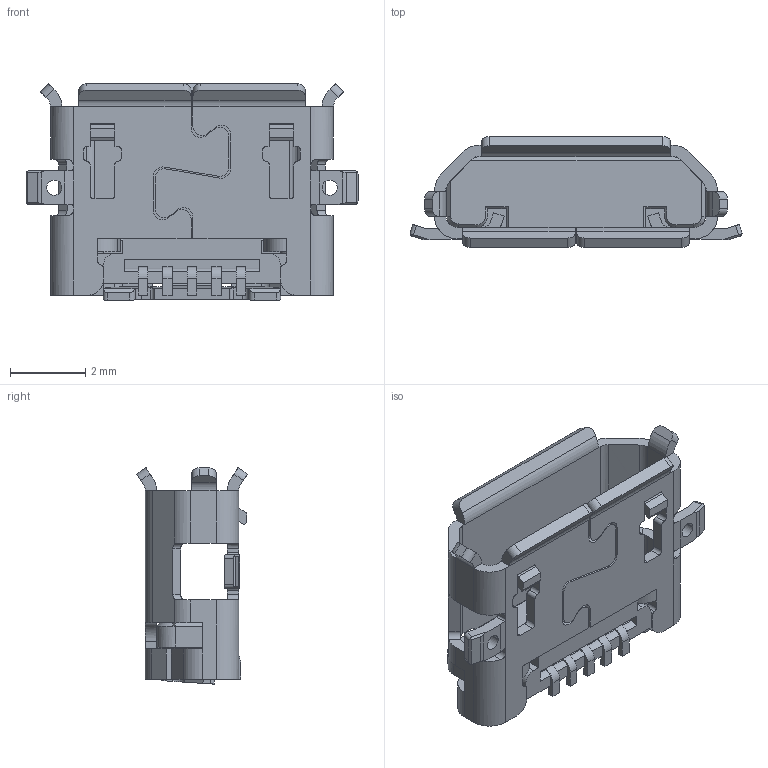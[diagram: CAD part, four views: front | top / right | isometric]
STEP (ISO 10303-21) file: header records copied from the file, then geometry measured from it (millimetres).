
FILE_DESCRIPTION (( 'STEP AP203' ), '1' );
FILE_NAME ('ZX62R-B-5P(30).STEP', '2021-03-26T11:19:02', ( '' ), ( '' ), 'SwSTEP 2.0', 'SolidWorks 2018', '' );
FILE_SCHEMA (( 'CONFIG_CONTROL_DESIGN' ));
Length unit declared in the file: millimetre
Products named in the file (2): ZX62R-B-5P(30)
Bounding box: 8.8 x 2.94 x 5.73 mm (x, y, z)
Volume: 38.9 mm3; surface area: 234.3 mm2
Topology: 1 solids, 1 shells, 466 faces, 1357 edges, 859 vertices
Faces by surface type: plane 295, cylinder 150, cone 17, bspline 4
Entity records: 15583 total; most frequent: CARTESIAN_POINT 3075, ORIENTED_EDGE 2710, DIRECTION 2492, EDGE_CURVE 1355, LINE 984, VECTOR 984, VERTEX_POINT 859, AXIS2_PLACEMENT_3D 754
